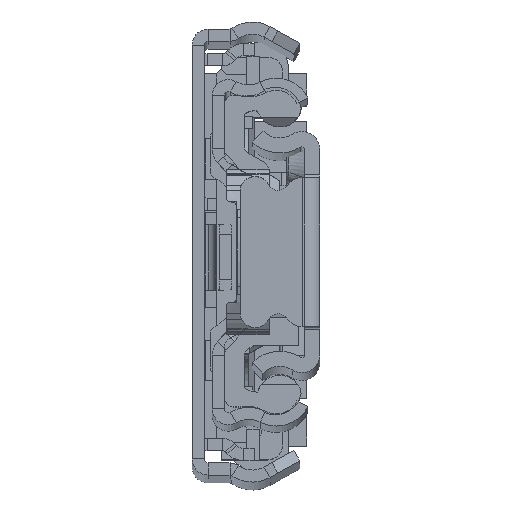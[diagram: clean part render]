
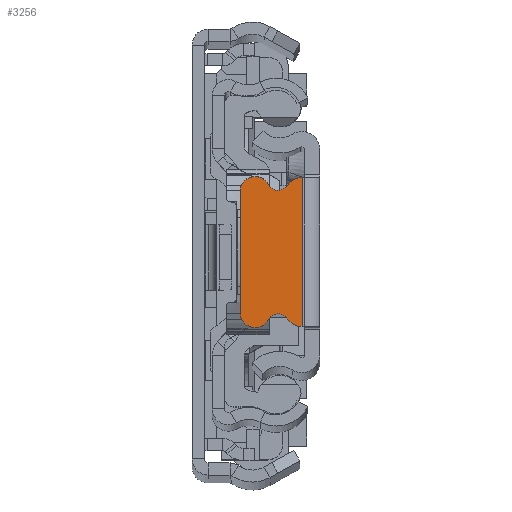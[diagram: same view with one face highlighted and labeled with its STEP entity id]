
A CAD part, top view. The second image highlights one B-rep face of the part: STEP entity #3256.
In plain terms, the highlighted planar face has unit normal (0, 0, 1).
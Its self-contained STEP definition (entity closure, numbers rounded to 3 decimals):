
#333 = VERTEX_POINT ( 'NONE', #26949 ) ;
#400 = PLANE ( 'NONE',  #33320 ) ;
#403 = EDGE_CURVE ( 'NONE', #27170, #28763, #18596, .T. ) ;
#480 = DIRECTION ( 'NONE',  ( -1., 0., 0. ) ) ;
#947 = VERTEX_POINT ( 'NONE', #15953 ) ;
#953 = ORIENTED_EDGE ( 'NONE', *, *, #32800, .F. ) ;
#1509 = CARTESIAN_POINT ( 'NONE',  ( -6.429, -6., 0. ) ) ;
#1549 = CARTESIAN_POINT ( 'NONE',  ( -1.929, -5.87, 0. ) ) ;
#1940 = ORIENTED_EDGE ( 'NONE', *, *, #22229, .T. ) ;
#1980 = VERTEX_POINT ( 'NONE', #23312 ) ;
#2330 = ORIENTED_EDGE ( 'NONE', *, *, #9616, .T. ) ;
#2498 = CARTESIAN_POINT ( 'NONE',  ( -3.206, -6.658, 0. ) ) ;
#3256 = ADVANCED_FACE ( 'NONE', ( #31645 ), #400, .T. ) ;
#3884 = VECTOR ( 'NONE', #15780, 1000. ) ;
#4035 = AXIS2_PLACEMENT_3D ( 'NONE', #28369, #7370, #17793 ) ;
#4128 = VERTEX_POINT ( 'NONE', #18271 ) ;
#5032 = EDGE_CURVE ( 'NONE', #947, #4128, #16287, .T. ) ;
#5214 = LINE ( 'NONE', #15815, #14904 ) ;
#5446 = ORIENTED_EDGE ( 'NONE', *, *, #28770, .T. ) ;
#6440 = CARTESIAN_POINT ( 'NONE',  ( -5.109, 6.713, 0. ) ) ;
#6467 = EDGE_CURVE ( 'NONE', #18986, #947, #31305, .T. ) ;
#6595 = CARTESIAN_POINT ( 'NONE',  ( -1.929, 7.37, 0. ) ) ;
#7194 = DIRECTION ( 'NONE',  ( 1., 0., 0. ) ) ;
#7362 = ORIENTED_EDGE ( 'NONE', *, *, #403, .F. ) ;
#7370 = DIRECTION ( 'NONE',  ( 0., 0., 1. ) ) ;
#9616 = EDGE_CURVE ( 'NONE', #22340, #22514, #32464, .T. ) ;
#11235 = CARTESIAN_POINT ( 'NONE',  ( -1.929, 7.37, 0. ) ) ;
#11911 = DIRECTION ( 'NONE',  ( 0., 0., 1. ) ) ;
#12168 = CIRCLE ( 'NONE', #14367, 1.5 ) ;
#13251 = VECTOR ( 'NONE', #27315, 1000. ) ;
#14367 = AXIS2_PLACEMENT_3D ( 'NONE', #1509, #11911, #19769 ) ;
#14860 = DIRECTION ( 'NONE',  ( 1., 0., 0. ) ) ;
#14904 = VECTOR ( 'NONE', #15643, 1000. ) ;
#15289 = EDGE_LOOP ( 'NONE', ( #953, #7362, #5446, #29741, #28390, #23653, #25455, #2330, #1940, #26874 ) ) ;
#15643 = DIRECTION ( 'NONE',  ( 0., -1., 0. ) ) ;
#15780 = DIRECTION ( 'NONE',  ( 0., -1., 0. ) ) ;
#15815 = CARTESIAN_POINT ( 'NONE',  ( -1.75, 0., 0. ) ) ;
#15953 = CARTESIAN_POINT ( 'NONE',  ( -7.929, 6., 0. ) ) ;
#16287 = LINE ( 'NONE', #24140, #3884 ) ;
#16917 = LINE ( 'NONE', #19983, #13251 ) ;
#17205 = AXIS2_PLACEMENT_3D ( 'NONE', #28654, #23535, #480 ) ;
#17793 = DIRECTION ( 'NONE',  ( -1., 0., 0. ) ) ;
#18167 = AXIS2_PLACEMENT_3D ( 'NONE', #1549, #22538, #14860 ) ;
#18210 = AXIS2_PLACEMENT_3D ( 'NONE', #28189, #33322, #7194 ) ;
#18271 = CARTESIAN_POINT ( 'NONE',  ( -7.929, -6., 0. ) ) ;
#18596 = LINE ( 'NONE', #11235, #22768 ) ;
#18986 = VERTEX_POINT ( 'NONE', #6440 ) ;
#19677 = DIRECTION ( 'NONE',  ( 0., 0., 1. ) ) ;
#19769 = DIRECTION ( 'NONE',  ( 1., 0., 0. ) ) ;
#19840 = CARTESIAN_POINT ( 'NONE',  ( -1.75, -7.37, 0. ) ) ;
#19892 = CARTESIAN_POINT ( 'NONE',  ( -1.75, 7.37, 0. ) ) ;
#19983 = CARTESIAN_POINT ( 'NONE',  ( -1.929, -7.37, 0. ) ) ;
#20054 = DIRECTION ( 'NONE',  ( -1., 0., 0. ) ) ;
#22229 = EDGE_CURVE ( 'NONE', #22514, #333, #29608, .T. ) ;
#22242 = CARTESIAN_POINT ( 'NONE',  ( 442.771, 0., 0. ) ) ;
#22340 = VERTEX_POINT ( 'NONE', #27822 ) ;
#22377 = EDGE_CURVE ( 'NONE', #23225, #333, #16917, .T. ) ;
#22514 = VERTEX_POINT ( 'NONE', #2498 ) ;
#22538 = DIRECTION ( 'NONE',  ( 0., 0., 1. ) ) ;
#22768 = VECTOR ( 'NONE', #26280, 1000. ) ;
#23161 = EDGE_CURVE ( 'NONE', #1980, #18986, #32377, .T. ) ;
#23225 = VERTEX_POINT ( 'NONE', #19840 ) ;
#23312 = CARTESIAN_POINT ( 'NONE',  ( -3.206, 6.658, 0. ) ) ;
#23535 = DIRECTION ( 'NONE',  ( 0., 0., -1. ) ) ;
#23653 = ORIENTED_EDGE ( 'NONE', *, *, #5032, .T. ) ;
#23947 = CIRCLE ( 'NONE', #30497, 1.5 ) ;
#24140 = CARTESIAN_POINT ( 'NONE',  ( -7.929, -6., 0. ) ) ;
#24840 = CARTESIAN_POINT ( 'NONE',  ( -1.929, 5.87, 0. ) ) ;
#25455 = ORIENTED_EDGE ( 'NONE', *, *, #32636, .T. ) ;
#26280 = DIRECTION ( 'NONE',  ( 1., 0., 0. ) ) ;
#26874 = ORIENTED_EDGE ( 'NONE', *, *, #22377, .F. ) ;
#26949 = CARTESIAN_POINT ( 'NONE',  ( -1.929, -7.37, 0. ) ) ;
#27170 = VERTEX_POINT ( 'NONE', #6595 ) ;
#27315 = DIRECTION ( 'NONE',  ( -1., 0., 0. ) ) ;
#27822 = CARTESIAN_POINT ( 'NONE',  ( -5.109, -6.713, 0. ) ) ;
#27866 = DIRECTION ( 'NONE',  ( 1., 0., 0. ) ) ;
#28189 = CARTESIAN_POINT ( 'NONE',  ( -4.142, 7.236, 0. ) ) ;
#28369 = CARTESIAN_POINT ( 'NONE',  ( -6.429, 6., 0. ) ) ;
#28390 = ORIENTED_EDGE ( 'NONE', *, *, #6467, .T. ) ;
#28654 = CARTESIAN_POINT ( 'NONE',  ( -4.142, -7.236, 0. ) ) ;
#28763 = VERTEX_POINT ( 'NONE', #19892 ) ;
#28770 = EDGE_CURVE ( 'NONE', #27170, #1980, #23947, .T. ) ;
#29608 = CIRCLE ( 'NONE', #18167, 1.5 ) ;
#29741 = ORIENTED_EDGE ( 'NONE', *, *, #23161, .T. ) ;
#30497 = AXIS2_PLACEMENT_3D ( 'NONE', #24840, #33024, #20054 ) ;
#31305 = CIRCLE ( 'NONE', #4035, 1.5 ) ;
#31645 = FACE_OUTER_BOUND ( 'NONE', #15289, .T. ) ;
#32377 = CIRCLE ( 'NONE', #18210, 1.1 ) ;
#32464 = CIRCLE ( 'NONE', #17205, 1.1 ) ;
#32636 = EDGE_CURVE ( 'NONE', #4128, #22340, #12168, .T. ) ;
#32800 = EDGE_CURVE ( 'NONE', #28763, #23225, #5214, .T. ) ;
#33024 = DIRECTION ( 'NONE',  ( 0., 0., 1. ) ) ;
#33320 = AXIS2_PLACEMENT_3D ( 'NONE', #22242, #19677, #27866 ) ;
#33322 = DIRECTION ( 'NONE',  ( 0., 0., -1. ) ) ;
